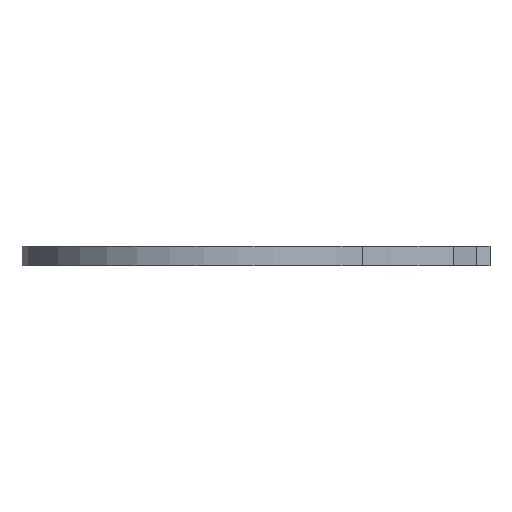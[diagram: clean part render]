
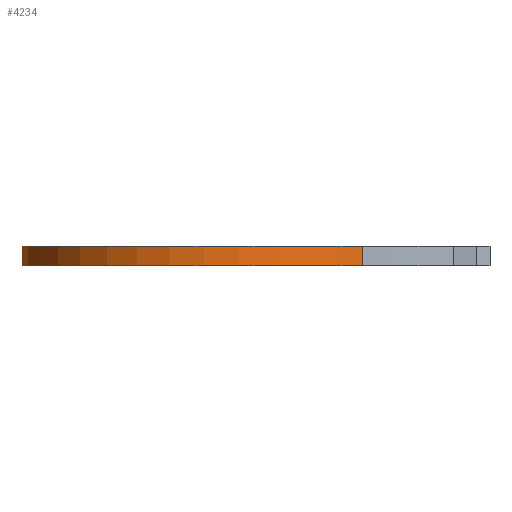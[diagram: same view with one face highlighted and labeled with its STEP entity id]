
A CAD part, left-side view. The second image highlights one B-rep face of the part: STEP entity #4234.
In plain terms, the highlighted cylindrical face has radius 30 mm (diameter 60 mm), a partial arc.
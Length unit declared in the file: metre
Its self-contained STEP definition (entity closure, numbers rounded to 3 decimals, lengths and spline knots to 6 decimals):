
#12=CYLINDRICAL_SURFACE('',#4544,0.03);
#134=CIRCLE('',#4539,0.03);
#139=CIRCLE('',#4545,0.03);
#401=ORIENTED_EDGE('',*,*,#1673,.T.);
#402=ORIENTED_EDGE('',*,*,#1674,.F.);
#403=ORIENTED_EDGE('',*,*,#1585,.F.);
#404=ORIENTED_EDGE('',*,*,#1675,.T.);
#1585=EDGE_CURVE('',#2221,#2222,#134,.T.);
#1673=EDGE_CURVE('',#2309,#2310,#139,.T.);
#1674=EDGE_CURVE('',#2222,#2310,#2671,.T.);
#1675=EDGE_CURVE('',#2221,#2309,#2672,.T.);
#2221=VERTEX_POINT('',#6299);
#2222=VERTEX_POINT('',#6300);
#2309=VERTEX_POINT('',#6476);
#2310=VERTEX_POINT('',#6477);
#2671=LINE('',#6478,#3177);
#2672=LINE('',#6479,#3178);
#3177=VECTOR('',#5110,1.);
#3178=VECTOR('',#5111,1.);
#3568=EDGE_LOOP('',(#401,#402,#403,#404));
#3824=FACE_BOUND('',#3568,.T.);
#4234=ADVANCED_FACE('',(#3824),#12,.T.);
#4539=AXIS2_PLACEMENT_3D('',#6298,#5013,#5014);
#4544=AXIS2_PLACEMENT_3D('',#6474,#5106,#5107);
#4545=AXIS2_PLACEMENT_3D('',#6475,#5108,#5109);
#5013=DIRECTION('',(0.,0.,1.));
#5014=DIRECTION('',(1.,0.,0.));
#5106=DIRECTION('',(0.,0.,-1.));
#5107=DIRECTION('',(-1.,0.,0.));
#5108=DIRECTION('',(0.,0.,1.));
#5109=DIRECTION('',(1.,0.,0.));
#5110=DIRECTION('',(0.,0.,-1.));
#5111=DIRECTION('',(0.,0.,-1.));
#6298=CARTESIAN_POINT('',(0.,0.,0.003));
#6299=CARTESIAN_POINT('',(0.021182,-0.021244,0.003));
#6300=CARTESIAN_POINT('',(-0.02111,-0.021316,0.003));
#6474=CARTESIAN_POINT('',(0.,0.,0.003));
#6475=CARTESIAN_POINT('',(0.,0.,0.));
#6476=CARTESIAN_POINT('',(0.021182,-0.021244,0.));
#6477=CARTESIAN_POINT('',(-0.02111,-0.021316,0.));
#6478=CARTESIAN_POINT('',(-0.02111,-0.021316,0.003));
#6479=CARTESIAN_POINT('',(0.021182,-0.021244,0.003));
